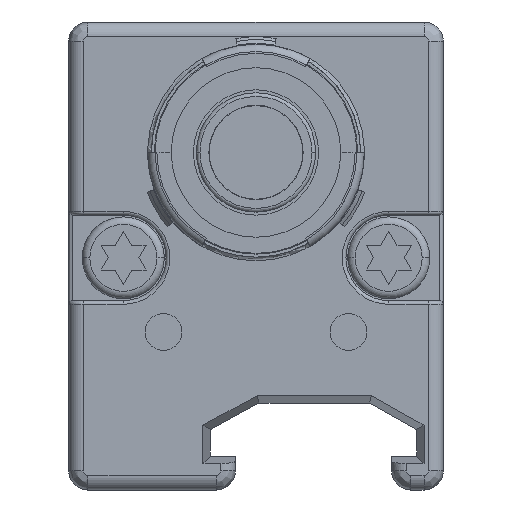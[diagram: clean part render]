
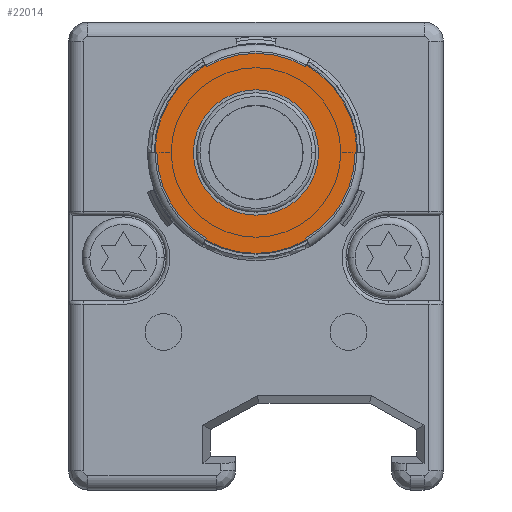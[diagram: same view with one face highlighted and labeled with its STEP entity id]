
A CAD part, front view. The second image highlights one B-rep face of the part: STEP entity #22014.
In plain terms, the highlighted planar face has unit normal (0, -1, 0).
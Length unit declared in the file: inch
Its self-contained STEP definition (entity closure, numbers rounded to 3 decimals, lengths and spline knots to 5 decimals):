
#6142=CARTESIAN_POINT('',(0.,-0.98425,0.90157));
#6143=DIRECTION('',(0.,-1.,0.));
#6144=DIRECTION('',(0.5,0.,-0.866));
#6145=AXIS2_PLACEMENT_3D('',#6142,#6143,#6144);
#6180=DIRECTION('',(-1.,0.,0.001));
#6181=VECTOR('',#6180,0.00492);
#6182=CARTESIAN_POINT('',(-0.26476,-0.98425,
0.90172));
#6183=LINE('',#6182,#6181);
#6184=CARTESIAN_POINT('',(0.,-0.98425,0.90157));
#6185=DIRECTION('',(0.,-1.,0.));
#6186=DIRECTION('',(-0.5,0.,0.866));
#6187=AXIS2_PLACEMENT_3D('',#6184,#6185,#6186);
#6189=DIRECTION('',(-0.501,0.,0.866));
#6190=VECTOR('',#6189,0.00492);
#6191=CARTESIAN_POINT('',(-0.13238,-0.98425,
1.13087));
#6192=LINE('',#6191,#6190);
#6193=DIRECTION('',(0.499,0.,0.866));
#6194=VECTOR('',#6193,0.00492);
#6195=CARTESIAN_POINT('',(0.13238,-0.98425,
1.13087));
#6196=LINE('',#6195,#6194);
#6197=CARTESIAN_POINT('',(0.,-0.98425,0.90157));
#6198=DIRECTION('',(0.,-1.,0.));
#6199=DIRECTION('',(1.,0.,0.));
#6200=AXIS2_PLACEMENT_3D('',#6197,#6198,#6199);
#6202=DIRECTION('',(1.,0.,0.));
#6203=VECTOR('',#6202,0.00492);
#6204=CARTESIAN_POINT('',(0.26476,-0.98425,
0.90157));
#6205=LINE('',#6204,#6203);
#6206=DIRECTION('',(0.501,0.,-0.866));
#6207=VECTOR('',#6206,0.00492);
#6208=CARTESIAN_POINT('',(0.13238,-0.98425,
0.67228));
#6209=LINE('',#6208,#6207);
#6210=CARTESIAN_POINT('',(0.,-0.98425,0.90157));
#6211=DIRECTION('',(0.,-1.,0.));
#6212=DIRECTION('',(-0.5,0.,-0.866));
#6213=AXIS2_PLACEMENT_3D('',#6210,#6211,#6212);
#6215=DIRECTION('',(-0.501,0.,-0.866));
#6216=VECTOR('',#6215,0.00492);
#6217=CARTESIAN_POINT('',(-0.13238,-0.98425,
0.67228));
#6218=LINE('',#6217,#6216);
#6219=CARTESIAN_POINT('',(0.,-0.98425,0.90157));
#6220=DIRECTION('',(0.,-1.,0.));
#6221=DIRECTION('',(-0.866,0.,0.5));
#6222=AXIS2_PLACEMENT_3D('',#6219,#6220,#6221);
#6224=CARTESIAN_POINT('',(0.,-0.98425,0.90157));
#6225=DIRECTION('',(0.,-1.,0.));
#6226=DIRECTION('',(0.866,0.,-0.5));
#6227=AXIS2_PLACEMENT_3D('',#6224,#6225,#6226);
#6229=CARTESIAN_POINT('',(0.,-0.98425,0.90157));
#6230=DIRECTION('',(0.,-1.,0.));
#6231=DIRECTION('',(-1.,0.,0.001));
#6232=AXIS2_PLACEMENT_3D('',#6229,#6230,#6231);
#6596=CARTESIAN_POINT('',(0.,-0.98425,0.90157));
#6597=DIRECTION('',(0.,-1.,0.));
#6598=DIRECTION('',(0.5,0.,0.866));
#6599=AXIS2_PLACEMENT_3D('',#6596,#6597,#6598);
#13671=CARTESIAN_POINT('',(0.13484,-0.98425,
1.13513));
#13673=VERTEX_POINT('',#13671);
#13675=CARTESIAN_POINT('',(0.13238,-0.98425,
0.67228));
#13676=CARTESIAN_POINT('',(0.13484,-0.98425,
0.66802));
#13677=VERTEX_POINT('',#13675);
#13678=VERTEX_POINT('',#13676);
#13683=CARTESIAN_POINT('',(0.26476,-0.98425,
0.90157));
#13684=CARTESIAN_POINT('',(0.26968,-0.98425,
0.90157));
#13685=VERTEX_POINT('',#13683);
#13686=VERTEX_POINT('',#13684);
#13699=CARTESIAN_POINT('',(-0.13484,-0.98425,
0.66802));
#13700=VERTEX_POINT('',#13699);
#13711=CARTESIAN_POINT('',(0.13238,-0.98425,
1.13087));
#13712=VERTEX_POINT('',#13711);
#13715=CARTESIAN_POINT('',(-0.13238,-0.98425,
1.13087));
#13716=CARTESIAN_POINT('',(-0.13484,-0.98425,
1.13513));
#13717=VERTEX_POINT('',#13715);
#13718=VERTEX_POINT('',#13716);
#13747=CARTESIAN_POINT('',(-0.14491,-0.98425,
0.98524));
#13748=CARTESIAN_POINT('',(0.14491,-0.98425,
0.81791));
#13749=VERTEX_POINT('',#13747);
#13750=VERTEX_POINT('',#13748);
#13759=CARTESIAN_POINT('',(-0.26476,-0.98425,
0.90172));
#13760=CARTESIAN_POINT('',(-0.26968,-0.98425,
0.90172));
#13761=VERTEX_POINT('',#13759);
#13762=VERTEX_POINT('',#13760);
#13767=CARTESIAN_POINT('',(-0.13238,-0.98425,
0.67228));
#13768=VERTEX_POINT('',#13767);
#21979=CARTESIAN_POINT('',(0.,-0.98425,0.90157));
#21980=DIRECTION('',(0.,-1.,0.));
#21981=DIRECTION('',(-0.5,0.,-0.866));
#21982=AXIS2_PLACEMENT_3D('',#21979,#21980,#21981);
#21983=PLANE('',#21982);
#21985=ORIENTED_EDGE('',*,*,#21984,.F.);
#21987=ORIENTED_EDGE('',*,*,#21986,.T.);
#21989=ORIENTED_EDGE('',*,*,#21988,.F.);
#21991=ORIENTED_EDGE('',*,*,#21990,.F.);
#21993=ORIENTED_EDGE('',*,*,#21992,.F.);
#21995=ORIENTED_EDGE('',*,*,#21994,.T.);
#21997=ORIENTED_EDGE('',*,*,#21996,.F.);
#21999=ORIENTED_EDGE('',*,*,#21998,.F.);
#22000=ORIENTED_EDGE('',*,*,#21909,.F.);
#22001=ORIENTED_EDGE('',*,*,#21969,.T.);
#22003=ORIENTED_EDGE('',*,*,#22002,.F.);
#22005=ORIENTED_EDGE('',*,*,#22004,.F.);
#22006=EDGE_LOOP('',(#21985,#21987,#21989,#21991,#21993,#21995,#21997,#21999,
#22000,#22001,#22003,#22005));
#22007=FACE_OUTER_BOUND('',#22006,.F.);
#22009=ORIENTED_EDGE('',*,*,#22008,.T.);
#22011=ORIENTED_EDGE('',*,*,#22010,.T.);
#22012=EDGE_LOOP('',(#22009,#22011));
#22013=FACE_BOUND('',#22012,.F.);
#22014=ADVANCED_FACE('',(#22007,#22013),#21983,.T.);
#6146=CIRCLE('',#6145,0.26476);
#6188=CIRCLE('',#6187,0.26969);
#6201=CIRCLE('',#6200,0.26969);
#6214=CIRCLE('',#6213,0.26969);
#6223=CIRCLE('',#6222,0.16732);
#6228=CIRCLE('',#6227,0.16732);
#6233=CIRCLE('',#6232,0.26476);
#6600=CIRCLE('',#6599,0.26476);
#21909=EDGE_CURVE('',#13677,#13685,#6146,.T.);
#21969=EDGE_CURVE('',#13677,#13678,#6209,.T.);
#21984=EDGE_CURVE('',#13761,#13768,#6233,.T.);
#21986=EDGE_CURVE('',#13761,#13762,#6183,.T.);
#21988=EDGE_CURVE('',#13718,#13762,#6188,.T.);
#21990=EDGE_CURVE('',#13717,#13718,#6192,.T.);
#21992=EDGE_CURVE('',#13712,#13717,#6600,.T.);
#21994=EDGE_CURVE('',#13712,#13673,#6196,.T.);
#21996=EDGE_CURVE('',#13686,#13673,#6201,.T.);
#21998=EDGE_CURVE('',#13685,#13686,#6205,.T.);
#22002=EDGE_CURVE('',#13700,#13678,#6214,.T.);
#22004=EDGE_CURVE('',#13768,#13700,#6218,.T.);
#22008=EDGE_CURVE('',#13749,#13750,#6223,.T.);
#22010=EDGE_CURVE('',#13750,#13749,#6228,.T.);
